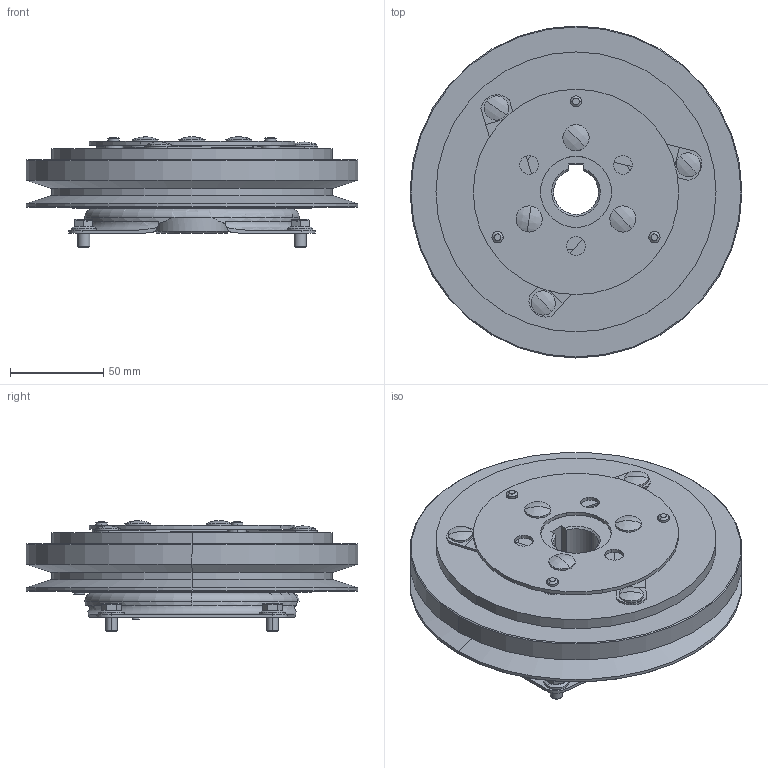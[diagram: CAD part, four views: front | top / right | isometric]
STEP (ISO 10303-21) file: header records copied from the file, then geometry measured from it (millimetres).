
FILE_DESCRIPTION (( 'STEP AP203' ), '1' );
FILE_NAME ('53510400_MA-7A-GP-2_MGCL.STEP', '2016-03-24T07:14:51', ( '' ), ( '' ), 'SwSTEP 2.0', 'SolidWorks 2014', '' );
FILE_SCHEMA (( 'CONFIG_CONTROL_DESIGN' ));
Length unit declared in the file: millimetre
Products named in the file (1): 53510400_MA-7A-GP-2_MGCL
Bounding box: 177.8 x 177.8 x 59.3 mm (x, y, z)
Volume: 721418.6 mm3; surface area: 129468 mm2
Topology: 7 solids, 11 shells, 537 faces, 1303 edges, 805 vertices
Faces by surface type: cylinder 234, plane 203, cone 71, torus 17, sphere 12
Entity records: 16231 total; most frequent: CARTESIAN_POINT 3285, DIRECTION 2889, ORIENTED_EDGE 2574, EDGE_CURVE 1287, AXIS2_PLACEMENT_3D 1166, VERTEX_POINT 805, CIRCLE 628, EDGE_LOOP 618
